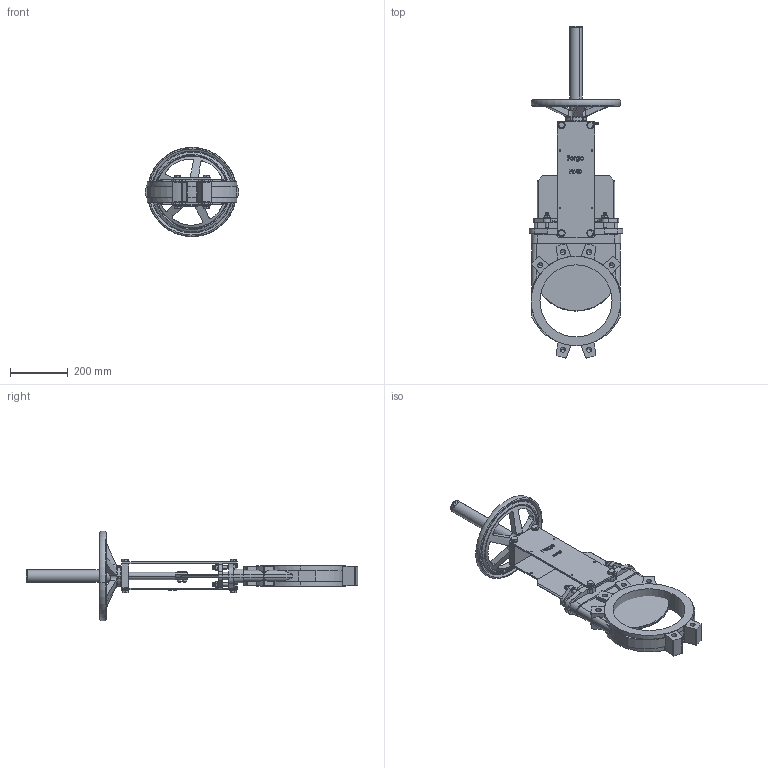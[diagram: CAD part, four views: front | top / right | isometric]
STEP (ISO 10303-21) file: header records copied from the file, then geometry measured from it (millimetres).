
FILE_DESCRIPTION (( 'STEP AP214' ), '1' );
FILE_NAME ('FB700-Plattenschieber-Stoffschieber-DN250-PN10-Handrad-Steigender-Spindel-Fergo.STEP', '2022-09-22T11:11:02', ( '' ), ( '' ), 'SwSTEP 2.0', 'SolidWorks 2022', '' );
FILE_SCHEMA (( 'AUTOMOTIVE_DESIGN' ));
Length unit declared in the file: millimetre
Products named in the file (1): FB700-Plattenschieber-Stoffschieber-DN250-PN10-Handrad-Steigender-Spindel-Fergo
Bounding box: 325 x 1150.72 x 309.91 mm (x, y, z)
Volume: 7639804.4 mm3; surface area: 1240426.1 mm2
Topology: 45 solids, 45 shells, 2041 faces, 5353 edges, 3446 vertices
Faces by surface type: cylinder 850, plane 607, bspline 330, cone 195, torus 59
Entity records: 136168 total; most frequent: CARTESIAN_POINT 83046, ORIENTED_EDGE 10622, DIRECTION 7554, EDGE_CURVE 5311, VERTEX_POINT 3446, AXIS2_PLACEMENT_3D 2712, EDGE_LOOP 2223, LINE 2130
